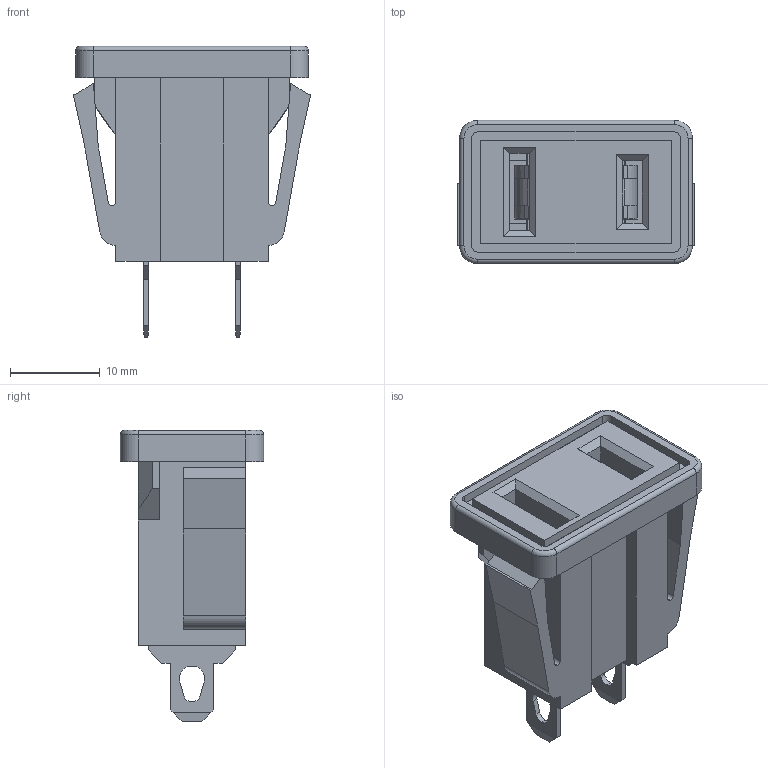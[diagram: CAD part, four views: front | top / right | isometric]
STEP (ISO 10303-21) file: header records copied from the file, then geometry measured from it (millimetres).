
FILE_DESCRIPTION (( 'STEP AP214' ), '1' );
FILE_NAME ('SS-6C.STEP', '2018-02-22T02:26:33', ( '' ), ( '' ), 'SwSTEP 2.0', 'SolidWorks 2016', '' );
FILE_SCHEMA (( 'AUTOMOTIVE_DESIGN' ));
Length unit declared in the file: millimetre
Products named in the file (3): ss6b1-002; SS6C; SS-6C
Assembly tree (3 placements, depth 2):
  SS-6C
    SS6C
    ss6b1-002  x2
Bounding box: 26.5 x 16 x 32.5 mm (x, y, z)
Volume: 3781.8 mm3; surface area: 5496.1 mm2
Topology: 3 solids, 3 shells, 322 faces, 886 edges, 588 vertices
Faces by surface type: plane 220, bspline 60, cylinder 38, torus 4
Entity records: 7867 total; most frequent: CARTESIAN_POINT 2197, ORIENTED_EDGE 1216, DIRECTION 1085, EDGE_CURVE 608, VECTOR 437, LINE 437, VERTEX_POINT 404, AXIS2_PLACEMENT_3D 324
